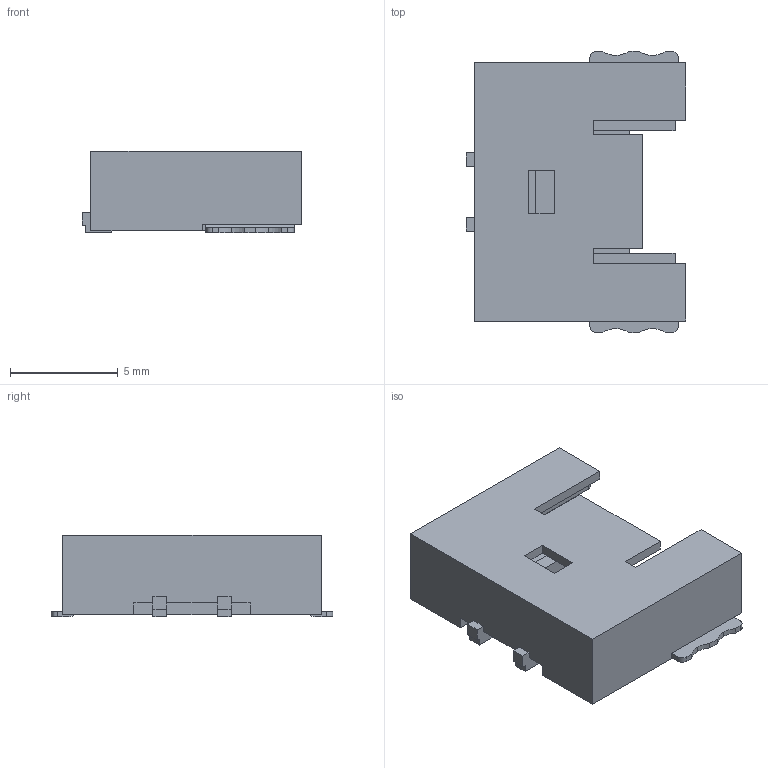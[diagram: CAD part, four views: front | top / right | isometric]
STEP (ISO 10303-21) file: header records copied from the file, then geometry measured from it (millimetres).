
FILE_DESCRIPTION(('STEP AP242'),'1');
FILE_NAME('2211150021.stp','2025-04-25T00:09:21',('TraceParts'),('TraceParts S.A.'),'Spatial InterOp 3D',' ',' ');
FILE_SCHEMA(('AP242_MANAGED_MODEL_BASED_3D_ENGINEERING_MIM_LF {1 0 10303 442 1 1 4}'));
Length unit declared in the file: millimetre
Products named in the file (1): 2211150021_17
Bounding box: 10.2 x 13.08 x 3.8 mm (x, y, z)
Volume: 224.8 mm3; surface area: 703.2 mm2
Topology: 1 solids, 1 shells, 171 faces, 516 edges, 363 vertices
Faces by surface type: plane 129, cylinder 42
Entity records: 5869 total; most frequent: CARTESIAN_POINT 1027, ORIENTED_EDGE 1000, DIRECTION 946, EDGE_CURVE 500, LINE 430, VECTOR 430, VERTEX_POINT 330, AXIS2_PLACEMENT_3D 258
